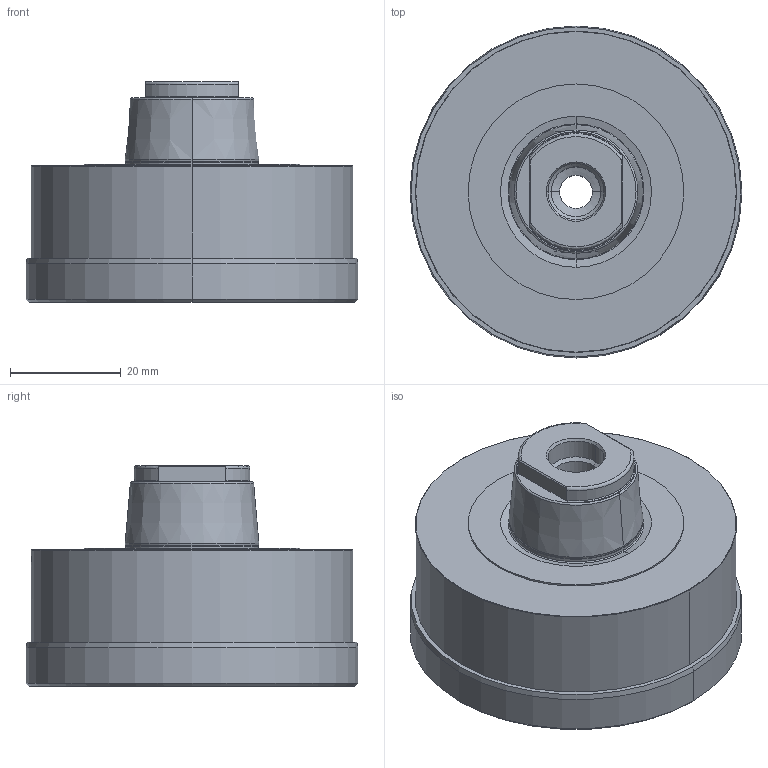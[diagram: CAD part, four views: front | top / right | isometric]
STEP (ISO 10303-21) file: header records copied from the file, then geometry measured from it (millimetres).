
FILE_DESCRIPTION((''),'2;1');
FILE_NAME('DEX','2022-02-24T14:50:17',('UZUNM1'),(''),'CREO PARAMETRIC BY PTC INC, 2019030','CREO PARAMETRIC BY PTC INC, 2019030','');
FILE_SCHEMA(('AP242_MANAGED_MODEL_BASED_3D_ENGINEERING_MIM_LF { 1 0 10303 442 1 1 4 }'));
Length unit declared in the file: millimetre
Products named in the file (1): DEX
Bounding box: 60.02 x 60.02 x 39.95 mm (x, y, z)
Volume: 70181.6 mm3; surface area: 12142 mm2
Topology: 1 solids, 1 shells, 63 faces, 141 edges, 84 vertices
Faces by surface type: cone 24, cylinder 18, plane 11, torus 10
Entity records: 2528 total; most frequent: CARTESIAN_POINT 510, DIRECTION 337, ORIENTED_EDGE 274, PRESENTATION_STYLE_ASSIGNMENT 147, STYLED_ITEM 143, AXIS2_PLACEMENT_3D 142, CURVE_STYLE 142, EDGE_CURVE 137
